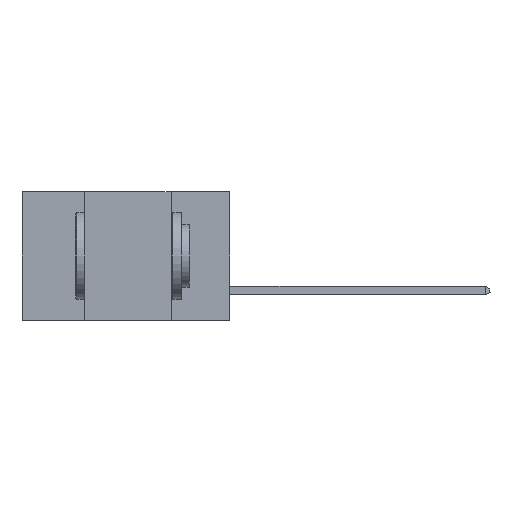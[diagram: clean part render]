
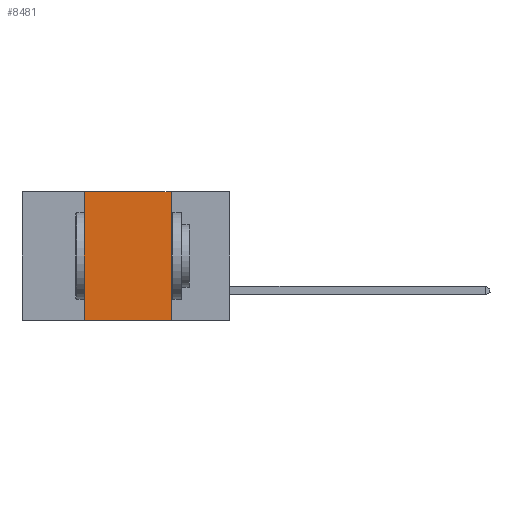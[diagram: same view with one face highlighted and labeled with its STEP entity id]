
A CAD part, left-side view. The second image highlights one B-rep face of the part: STEP entity #8481.
In plain terms, the highlighted planar face has unit normal (-1, 0, 0).
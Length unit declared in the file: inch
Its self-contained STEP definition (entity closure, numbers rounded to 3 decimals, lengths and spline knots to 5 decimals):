
#163 = VERTEX_POINT ( 'NONE', #8590 ) ;
#488 = ORIENTED_EDGE ( 'NONE', *, *, #12188, .F. ) ;
#1186 = CARTESIAN_POINT ( 'NONE',  ( 0., 0.17, 0. ) ) ;
#1327 = VECTOR ( 'NONE', #8252, 39.37008 ) ;
#2015 = ORIENTED_EDGE ( 'NONE', *, *, #6853, .F. ) ;
#2494 = DIRECTION ( 'NONE',  ( 0., 0., -1. ) ) ;
#3779 = EDGE_LOOP ( 'NONE', ( #2015, #488, #9244, #11898 ) ) ;
#3989 = VECTOR ( 'NONE', #6627, 39.37008 ) ;
#4150 = LINE ( 'NONE', #5823, #4465 ) ;
#4447 = AXIS2_PLACEMENT_3D ( 'NONE', #8112, #12139, #2494 ) ;
#4465 = VECTOR ( 'NONE', #5526, 39.37008 ) ;
#4523 = CARTESIAN_POINT ( 'NONE',  ( 0., 0.42, -0.37 ) ) ;
#4694 = LINE ( 'NONE', #9213, #1327 ) ;
#4902 = LINE ( 'NONE', #12524, #3989 ) ;
#5162 = DIRECTION ( 'NONE',  ( 0., 0., -1. ) ) ;
#5526 = DIRECTION ( 'NONE',  ( 0., -1., 0. ) ) ;
#5823 = CARTESIAN_POINT ( 'NONE',  ( 0., 0.6, -0.37 ) ) ;
#6627 = DIRECTION ( 'NONE',  ( 0., 0., 1. ) ) ;
#6853 = EDGE_CURVE ( 'NONE', #163, #12683, #11407, .T. ) ;
#7209 = VECTOR ( 'NONE', #5162, 39.37008 ) ;
#7334 = VERTEX_POINT ( 'NONE', #4523 ) ;
#8112 = CARTESIAN_POINT ( 'NONE',  ( 0., 0.6, 0. ) ) ;
#8252 = DIRECTION ( 'NONE',  ( 0., -1., 0. ) ) ;
#8481 = ADVANCED_FACE ( 'NONE', ( #10498 ), #9118, .F. ) ;
#8590 = CARTESIAN_POINT ( 'NONE',  ( 0., 0.17, 0. ) ) ;
#9026 = VERTEX_POINT ( 'NONE', #11057 ) ;
#9118 = PLANE ( 'NONE',  #4447 ) ;
#9213 = CARTESIAN_POINT ( 'NONE',  ( 0., 0.6, 0. ) ) ;
#9238 = EDGE_CURVE ( 'NONE', #7334, #9026, #4902, .T. ) ;
#9244 = ORIENTED_EDGE ( 'NONE', *, *, #9238, .F. ) ;
#9377 = EDGE_CURVE ( 'NONE', #7334, #12683, #4150, .T. ) ;
#10498 = FACE_OUTER_BOUND ( 'NONE', #3779, .T. ) ;
#11057 = CARTESIAN_POINT ( 'NONE',  ( 0., 0.42, 0. ) ) ;
#11407 = LINE ( 'NONE', #1186, #7209 ) ;
#11898 = ORIENTED_EDGE ( 'NONE', *, *, #9377, .T. ) ;
#12124 = CARTESIAN_POINT ( 'NONE',  ( 0., 0.17, -0.37 ) ) ;
#12139 = DIRECTION ( 'NONE',  ( 1., 0., 0. ) ) ;
#12188 = EDGE_CURVE ( 'NONE', #9026, #163, #4694, .T. ) ;
#12524 = CARTESIAN_POINT ( 'NONE',  ( 0., 0.42, 0. ) ) ;
#12683 = VERTEX_POINT ( 'NONE', #12124 ) ;
